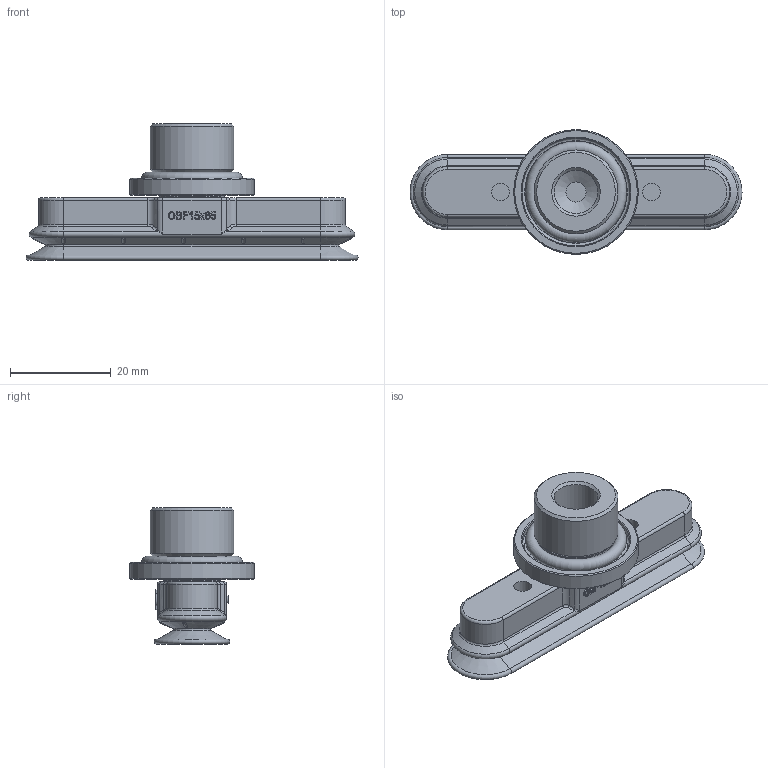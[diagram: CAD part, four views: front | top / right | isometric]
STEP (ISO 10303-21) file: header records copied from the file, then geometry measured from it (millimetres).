
FILE_DESCRIPTION(/* description */ ('Unknown'),/* implementation_level */ '2;1');
FILE_NAME(/* name */ '0901852',/* time_stamp */ '2019-01-10T10:39:14+01:00',/* author */ ('Unknown'),/* organization */ ('Unknown'),/* preprocessor_version */ 'ST-DEVELOPER v16.7',/* originating_system */ 'DEX',/* authorisation */ $);
FILE_SCHEMA (('AUTOMOTIVE_DESIGN {1 0 10303 214 3 1 1}'));
Length unit declared in the file: millimetre
Products named in the file (5): SE-0416016; SE-0415870; SE-0414924; SE-0415421; 3113636
Assembly tree (4 placements, depth 2):
  SE-0416016
    SE-0415870
    SE-0414924
    SE-0415421
    3113636
Bounding box: 66 x 24.8 x 27.12 mm (x, y, z)
Volume: 11381.8 mm3; surface area: 9423.1 mm2
Topology: 4 solids, 4 shells, 446 faces, 1118 edges, 711 vertices
Faces by surface type: plane 150, bspline 130, cylinder 83, torus 63, cone 20
Full cylindrical faces by diameter (mm): 3.5 x4, 4 x1, 4.1 x1, 6.9 x1, 7.188 x1, 8 x1, 8.651 x1, 10.5 x1, 14.8 x1, 16.662 x1, 21.4 x1, 24.8 x1
Entity records: 15981 total; most frequent: CARTESIAN_POINT 5873, ORIENTED_EDGE 2132, DIRECTION 1538, EDGE_CURVE 1066, VERTEX_POINT 701, AXIS2_PLACEMENT_3D 588, FACE_BOUND 531, EDGE_LOOP 530
